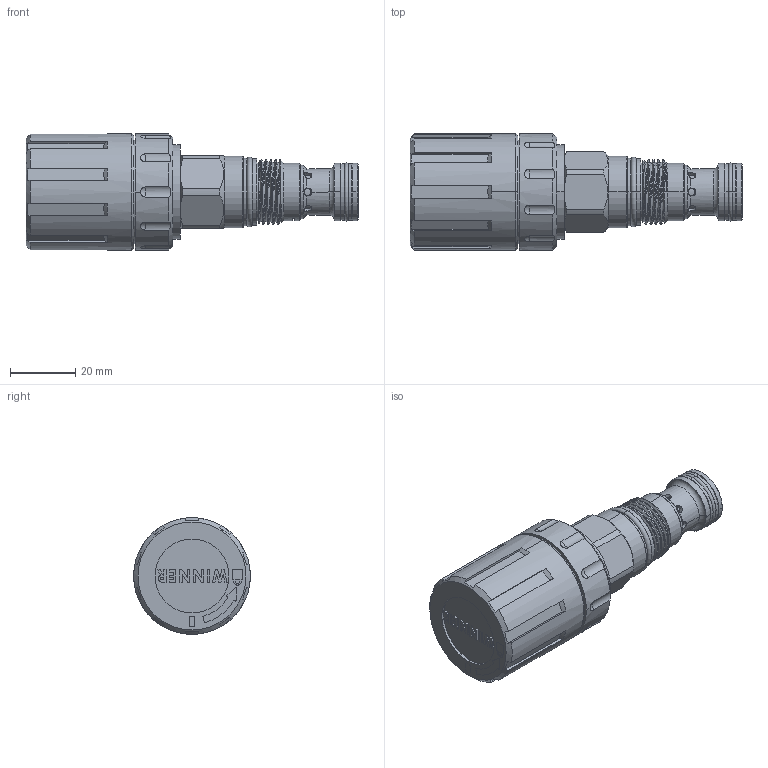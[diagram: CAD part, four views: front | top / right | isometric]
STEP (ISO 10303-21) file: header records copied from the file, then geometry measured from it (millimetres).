
FILE_DESCRIPTION (( 'STEP AP203' ), '1' );
FILE_NAME ('DT13A2A51RA-0230.STEP', '2024-05-29T07:26:01', ( '' ), ( '' ), 'SwSTEP 2.0', 'SolidWorks 2018', '' );
FILE_SCHEMA (( 'CONFIG_CONTROL_DESIGN' ));
Length unit declared in the file: millimetre
Products named in the file (1): DT13A2A51RA-0230
Bounding box: 101.45 x 35.6 x 35.6 mm (x, y, z)
Volume: 60656.2 mm3; surface area: 12364.4 mm2
Topology: 1 solids, 1 shells, 376 faces, 971 edges, 628 vertices
Faces by surface type: plane 155, cylinder 130, cone 49, torus 25, sphere 10, bspline 7
Entity records: 14390 total; most frequent: CARTESIAN_POINT 5317, ORIENTED_EDGE 1942, DIRECTION 1802, EDGE_CURVE 971, AXIS2_PLACEMENT_3D 675, VERTEX_POINT 628, LINE 452, VECTOR 452
